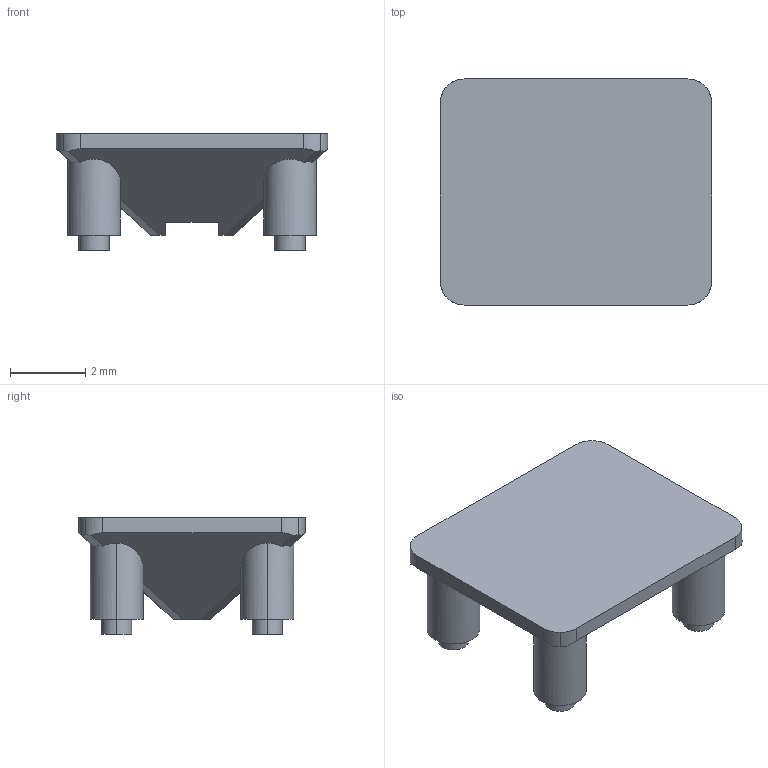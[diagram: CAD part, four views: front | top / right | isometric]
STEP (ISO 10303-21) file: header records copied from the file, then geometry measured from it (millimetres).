
FILE_DESCRIPTION(('STEP AP242'),'1');
FILE_NAME('LED_Diffusor.stp','2023-07-23T23:19:52',(' '),(' '),'Spatial InterOp 3D',' ',' ');
FILE_SCHEMA(('AP242_MANAGED_MODEL_BASED_3D_ENGINEERING_MIM_LF {1 0 10303 442 1 1 4}'));
Length unit declared in the file: metre
Products named in the file (1): Volumenkörper
Bounding box: 7.2 x 6 x 3.1 mm (x, y, z)
Volume: 69.4 mm3; surface area: 142.1 mm2
Topology: 1 solids, 1 shells, 54 faces, 148 edges, 100 vertices
Faces by surface type: plane 30, cylinder 24
Entity records: 2217 total; most frequent: DIRECTION 334, CARTESIAN_POINT 303, ORIENTED_EDGE 296, EDGE_CURVE 148, AXIS2_PLACEMENT_3D 131, VERTEX_POINT 100, LINE 72, VECTOR 72
